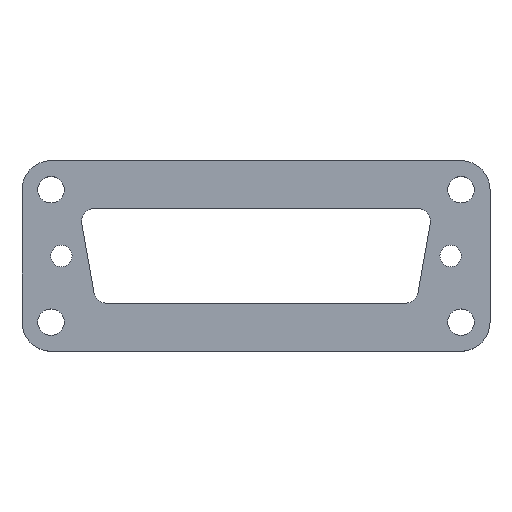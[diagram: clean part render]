
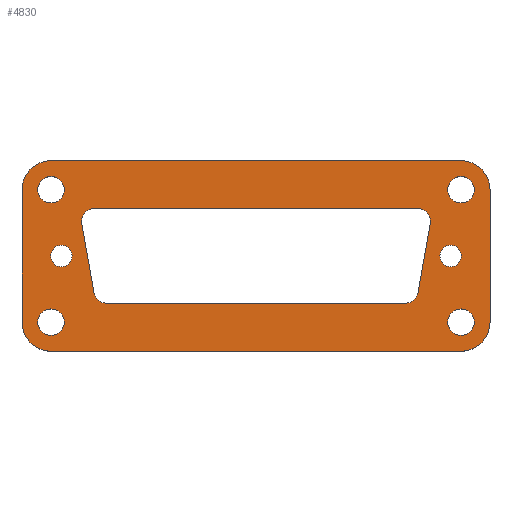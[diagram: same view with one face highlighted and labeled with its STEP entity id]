
A CAD part, top view. The second image highlights one B-rep face of the part: STEP entity #4830.
In plain terms, the highlighted planar face has unit normal (0, 0, 1).
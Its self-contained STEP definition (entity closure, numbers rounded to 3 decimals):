
#2480=CARTESIAN_POINT('',(7.244,27.329,9.6));
#2490=DIRECTION('',(0.,0.,-1.));
#2500=DIRECTION('',(1.,0.,0.));
#2510=AXIS2_PLACEMENT_3D('',#2480,#2490,#2500);
#2520=PLANE('',#2510);
#2530=CARTESIAN_POINT('',(8.5,17.25,9.6));
#2540=DIRECTION('',(0.,0.,1.));
#2550=DIRECTION('',(1.,0.,0.));
#2560=AXIS2_PLACEMENT_3D('',#2530,#2540,#2550);
#2570=CIRCLE('',#2560,1.3);
#2580=CARTESIAN_POINT('',(9.8,17.25,9.6));
#2590=VERTEX_POINT('',#2580);
#2600=CARTESIAN_POINT('',(7.2,17.25,9.6));
#2610=VERTEX_POINT('',#2600);
#2620=EDGE_CURVE('',#2590,#2610,#2570,.T.);
#2630=ORIENTED_EDGE('',*,*,#2620,.F.);
#2640=EDGE_CURVE('',#2610,#2590,#2570,.T.);
#2650=ORIENTED_EDGE('',*,*,#2640,.F.);
#2660=EDGE_LOOP('',(#2650,#2630));
#2670=FACE_BOUND('',#2660,.T.);
#2680=CARTESIAN_POINT('',(12.438,21.45,9.6));
#2690=DIRECTION('',(0.,0.,1.));
#2700=DIRECTION('',(1.,0.,0.));
#2710=AXIS2_PLACEMENT_3D('',#2680,#2690,#2700);
#2720=CIRCLE('',#2710,1.5);
#2730=CARTESIAN_POINT('',(12.438,22.95,9.6));
#2740=VERTEX_POINT('',#2730);
#2750=CARTESIAN_POINT('',(10.96,21.19,9.6));
#2760=VERTEX_POINT('',#2750);
#2770=EDGE_CURVE('',#2740,#2760,#2720,.T.);
#2780=ORIENTED_EDGE('',*,*,#2770,.F.);
#2790=CARTESIAN_POINT('',(14.697,0.,9.6));
#2800=DIRECTION('',(-0.174,0.985,0.));
#2810=VECTOR('',#2800,1.);
#2820=LINE('',#2790,#2810);
#2830=CARTESIAN_POINT('',(12.442,12.79,9.6));
#2840=VERTEX_POINT('',#2830);
#2850=EDGE_CURVE('',#2840,#2760,#2820,.T.);
#2860=ORIENTED_EDGE('',*,*,#2850,.T.);
#2870=CARTESIAN_POINT('',(13.919,13.05,9.6));
#2880=DIRECTION('',(0.,0.,-1.));
#2890=DIRECTION('',(-1.,0.,0.));
#2900=AXIS2_PLACEMENT_3D('',#2870,#2880,#2890);
#2910=CIRCLE('',#2900,1.5);
#2920=CARTESIAN_POINT('',(13.919,11.55,9.6));
#2930=VERTEX_POINT('',#2920);
#2940=EDGE_CURVE('',#2930,#2840,#2910,.T.);
#2950=ORIENTED_EDGE('',*,*,#2940,.T.);
#2960=CARTESIAN_POINT('',(-0.25,11.55,9.6));
#2970=DIRECTION('',(1.,0.,0.));
#2980=VECTOR('',#2970,1.);
#2990=LINE('',#2960,#2980);
#3000=CARTESIAN_POINT('',(50.081,11.55,9.6));
#3010=VERTEX_POINT('',#3000);
#3020=EDGE_CURVE('',#2930,#3010,#2990,.T.);
#3030=ORIENTED_EDGE('',*,*,#3020,.F.);
#3040=CARTESIAN_POINT('',(50.081,13.05,9.6));
#3050=DIRECTION('',(0.,0.,-1.));
#3060=DIRECTION('',(-1.,0.,0.));
#3070=AXIS2_PLACEMENT_3D('',#3040,#3050,#3060);
#3080=CIRCLE('',#3070,1.5);
#3090=CARTESIAN_POINT('',(51.558,12.79,9.6));
#3100=VERTEX_POINT('',#3090);
#3110=EDGE_CURVE('',#3100,#3010,#3080,.T.);
#3120=ORIENTED_EDGE('',*,*,#3110,.T.);
#3130=CARTESIAN_POINT('',(49.303,0.,9.6));
#3140=DIRECTION('',(-0.174,-0.985,0.));
#3150=VECTOR('',#3140,1.);
#3160=LINE('',#3130,#3150);
#3170=CARTESIAN_POINT('',(53.04,21.19,9.6));
#3180=VERTEX_POINT('',#3170);
#3190=EDGE_CURVE('',#3180,#3100,#3160,.T.);
#3200=ORIENTED_EDGE('',*,*,#3190,.T.);
#3210=CARTESIAN_POINT('',(51.562,21.45,9.6));
#3220=DIRECTION('',(0.,0.,-1.));
#3230=DIRECTION('',(-1.,0.,0.));
#3240=AXIS2_PLACEMENT_3D('',#3210,#3220,#3230);
#3250=CIRCLE('',#3240,1.5);
#3260=CARTESIAN_POINT('',(51.562,22.95,9.6));
#3270=VERTEX_POINT('',#3260);
#3280=EDGE_CURVE('',#3270,#3180,#3250,.T.);
#3290=ORIENTED_EDGE('',*,*,#3280,.T.);
#3300=CARTESIAN_POINT('',(-0.25,22.95,9.6));
#3310=DIRECTION('',(-1.,0.,0.));
#3320=VECTOR('',#3310,1.);
#3330=LINE('',#3300,#3320);
#3340=EDGE_CURVE('',#3270,#2740,#3330,.T.);
#3350=ORIENTED_EDGE('',*,*,#3340,.F.);
#3360=EDGE_LOOP('',(#3350,#3290,#3200,#3120,#3030,#2950,#2860,#2780));
#3370=FACE_BOUND('',#3360,.T.);
#3380=CARTESIAN_POINT('',(56.75,9.25,9.6));
#3390=DIRECTION('',(0.,0.,-1.));
#3400=DIRECTION('',(-1.,0.,0.));
#3410=AXIS2_PLACEMENT_3D('',#3380,#3390,#3400);
#3420=CIRCLE('',#3410,1.6);
#3430=CARTESIAN_POINT('',(55.15,9.25,9.6));
#3440=VERTEX_POINT('',#3430);
#3450=CARTESIAN_POINT('',(58.35,9.25,9.6));
#3460=VERTEX_POINT('',#3450);
#3470=EDGE_CURVE('',#3440,#3460,#3420,.T.);
#3480=ORIENTED_EDGE('',*,*,#3470,.T.);
#3490=EDGE_CURVE('',#3460,#3440,#3420,.T.);
#3500=ORIENTED_EDGE('',*,*,#3490,.T.);
#3510=EDGE_LOOP('',(#3500,#3480));
#3520=FACE_BOUND('',#3510,.T.);
#3530=CARTESIAN_POINT('',(7.25,9.25,9.6));
#3540=DIRECTION('',(0.,0.,-1.));
#3550=DIRECTION('',(-1.,0.,0.));
#3560=AXIS2_PLACEMENT_3D('',#3530,#3540,#3550);
#3570=CIRCLE('',#3560,1.6);
#3580=CARTESIAN_POINT('',(5.65,9.25,9.6));
#3590=VERTEX_POINT('',#3580);
#3600=CARTESIAN_POINT('',(8.85,9.25,9.6));
#3610=VERTEX_POINT('',#3600);
#3620=EDGE_CURVE('',#3590,#3610,#3570,.T.);
#3630=ORIENTED_EDGE('',*,*,#3620,.T.);
#3640=EDGE_CURVE('',#3610,#3590,#3570,.T.);
#3650=ORIENTED_EDGE('',*,*,#3640,.T.);
#3660=EDGE_LOOP('',(#3650,#3630));
#3670=FACE_BOUND('',#3660,.T.);
#3680=CARTESIAN_POINT('',(7.25,25.25,9.6));
#3690=DIRECTION('',(0.,0.,-1.));
#3700=DIRECTION('',(-1.,0.,0.));
#3710=AXIS2_PLACEMENT_3D('',#3680,#3690,#3700);
#3720=CIRCLE('',#3710,1.6);
#3730=CARTESIAN_POINT('',(5.65,25.25,9.6));
#3740=VERTEX_POINT('',#3730);
#3750=CARTESIAN_POINT('',(8.85,25.25,9.6));
#3760=VERTEX_POINT('',#3750);
#3770=EDGE_CURVE('',#3740,#3760,#3720,.T.);
#3780=ORIENTED_EDGE('',*,*,#3770,.T.);
#3790=EDGE_CURVE('',#3760,#3740,#3720,.T.);
#3800=ORIENTED_EDGE('',*,*,#3790,.T.);
#3810=EDGE_LOOP('',(#3800,#3780));
#3820=FACE_BOUND('',#3810,.T.);
#3830=CARTESIAN_POINT('',(55.5,17.25,9.6));
#3840=DIRECTION('',(0.,0.,1.));
#3850=DIRECTION('',(1.,0.,0.));
#3860=AXIS2_PLACEMENT_3D('',#3830,#3840,#3850);
#3870=CIRCLE('',#3860,1.3);
#3880=CARTESIAN_POINT('',(56.8,17.25,9.6));
#3890=VERTEX_POINT('',#3880);
#3900=CARTESIAN_POINT('',(54.2,17.25,9.6));
#3910=VERTEX_POINT('',#3900);
#3920=EDGE_CURVE('',#3890,#3910,#3870,.T.);
#3930=ORIENTED_EDGE('',*,*,#3920,.F.);
#3940=EDGE_CURVE('',#3910,#3890,#3870,.T.);
#3950=ORIENTED_EDGE('',*,*,#3940,.F.);
#3960=EDGE_LOOP('',(#3950,#3930));
#3970=FACE_BOUND('',#3960,.T.);
#3980=CARTESIAN_POINT('',(56.75,25.25,9.6));
#3990=DIRECTION('',(0.,0.,-1.));
#4000=DIRECTION('',(-1.,0.,0.));
#4010=AXIS2_PLACEMENT_3D('',#3980,#3990,#4000);
#4020=CIRCLE('',#4010,1.6);
#4030=CARTESIAN_POINT('',(55.15,25.25,9.6));
#4040=VERTEX_POINT('',#4030);
#4050=CARTESIAN_POINT('',(58.35,25.25,9.6));
#4060=VERTEX_POINT('',#4050);
#4070=EDGE_CURVE('',#4040,#4060,#4020,.T.);
#4080=ORIENTED_EDGE('',*,*,#4070,.T.);
#4090=EDGE_CURVE('',#4060,#4040,#4020,.T.);
#4100=ORIENTED_EDGE('',*,*,#4090,.T.);
#4110=EDGE_LOOP('',(#4100,#4080));
#4120=FACE_BOUND('',#4110,.T.);
#4130=CARTESIAN_POINT('',(56.75,9.25,9.6));
#4140=DIRECTION('',(0.,0.,-1.));
#4150=DIRECTION('',(-1.,0.,0.));
#4160=AXIS2_PLACEMENT_3D('',#4130,#4140,#4150);
#4170=CIRCLE('',#4160,3.5);
#4180=CARTESIAN_POINT('',(60.25,9.25,9.6));
#4190=VERTEX_POINT('',#4180);
#4200=CARTESIAN_POINT('',(56.75,5.75,9.6));
#4210=VERTEX_POINT('',#4200);
#4220=EDGE_CURVE('',#4190,#4210,#4170,.T.);
#4230=ORIENTED_EDGE('',*,*,#4220,.F.);
#4240=CARTESIAN_POINT('',(-0.25,5.75,9.6));
#4250=DIRECTION('',(1.,0.,0.));
#4260=VECTOR('',#4250,1.);
#4270=LINE('',#4240,#4260);
#4280=CARTESIAN_POINT('',(7.25,5.75,9.6));
#4290=VERTEX_POINT('',#4280);
#4300=EDGE_CURVE('',#4290,#4210,#4270,.T.);
#4310=ORIENTED_EDGE('',*,*,#4300,.T.);
#4320=CARTESIAN_POINT('',(7.25,9.25,9.6));
#4330=DIRECTION('',(0.,0.,1.));
#4340=DIRECTION('',(1.,0.,0.));
#4350=AXIS2_PLACEMENT_3D('',#4320,#4330,#4340);
#4360=CIRCLE('',#4350,3.5);
#4370=CARTESIAN_POINT('',(3.75,9.25,9.6));
#4380=VERTEX_POINT('',#4370);
#4390=EDGE_CURVE('',#4380,#4290,#4360,.T.);
#4400=ORIENTED_EDGE('',*,*,#4390,.T.);
#4410=CARTESIAN_POINT('',(3.75,0.,9.6));
#4420=DIRECTION('',(0.,-1.,0.));
#4430=VECTOR('',#4420,1.);
#4440=LINE('',#4410,#4430);
#4450=CARTESIAN_POINT('',(3.75,25.25,9.6));
#4460=VERTEX_POINT('',#4450);
#4470=EDGE_CURVE('',#4460,#4380,#4440,.T.);
#4480=ORIENTED_EDGE('',*,*,#4470,.T.);
#4490=CARTESIAN_POINT('',(7.25,25.25,9.6));
#4500=DIRECTION('',(0.,0.,1.));
#4510=DIRECTION('',(1.,0.,0.));
#4520=AXIS2_PLACEMENT_3D('',#4490,#4500,#4510);
#4530=CIRCLE('',#4520,3.5);
#4540=CARTESIAN_POINT('',(7.25,28.75,9.6));
#4550=VERTEX_POINT('',#4540);
#4560=EDGE_CURVE('',#4550,#4460,#4530,.T.);
#4570=ORIENTED_EDGE('',*,*,#4560,.T.);
#4580=CARTESIAN_POINT('',(-0.25,28.75,9.6));
#4590=DIRECTION('',(1.,0.,0.));
#4600=VECTOR('',#4590,1.);
#4610=LINE('',#4580,#4600);
#4620=CARTESIAN_POINT('',(56.75,28.75,9.6));
#4630=VERTEX_POINT('',#4620);
#4640=EDGE_CURVE('',#4550,#4630,#4610,.T.);
#4650=ORIENTED_EDGE('',*,*,#4640,.F.);
#4660=CARTESIAN_POINT('',(56.75,25.25,9.6));
#4670=DIRECTION('',(0.,0.,1.));
#4680=DIRECTION('',(1.,0.,0.));
#4690=AXIS2_PLACEMENT_3D('',#4660,#4670,#4680);
#4700=CIRCLE('',#4690,3.5);
#4710=CARTESIAN_POINT('',(60.25,25.25,9.6));
#4720=VERTEX_POINT('',#4710);
#4730=EDGE_CURVE('',#4720,#4630,#4700,.T.);
#4740=ORIENTED_EDGE('',*,*,#4730,.T.);
#4750=CARTESIAN_POINT('',(60.25,34.5,9.6));
#4760=DIRECTION('',(0.,1.,0.));
#4770=VECTOR('',#4760,1.);
#4780=LINE('',#4750,#4770);
#4790=EDGE_CURVE('',#4190,#4720,#4780,.T.);
#4800=ORIENTED_EDGE('',*,*,#4790,.T.);
#4810=EDGE_LOOP('',(#4800,#4740,#4650,#4570,#4480,#4400,#4310,#4230));
#4820=FACE_OUTER_BOUND('',#4810,.T.);
#4830=ADVANCED_FACE('',(#2670,#3370,#3520,#3670,#3820,#3970,#4120,#4820)
,#2520,.F.);
